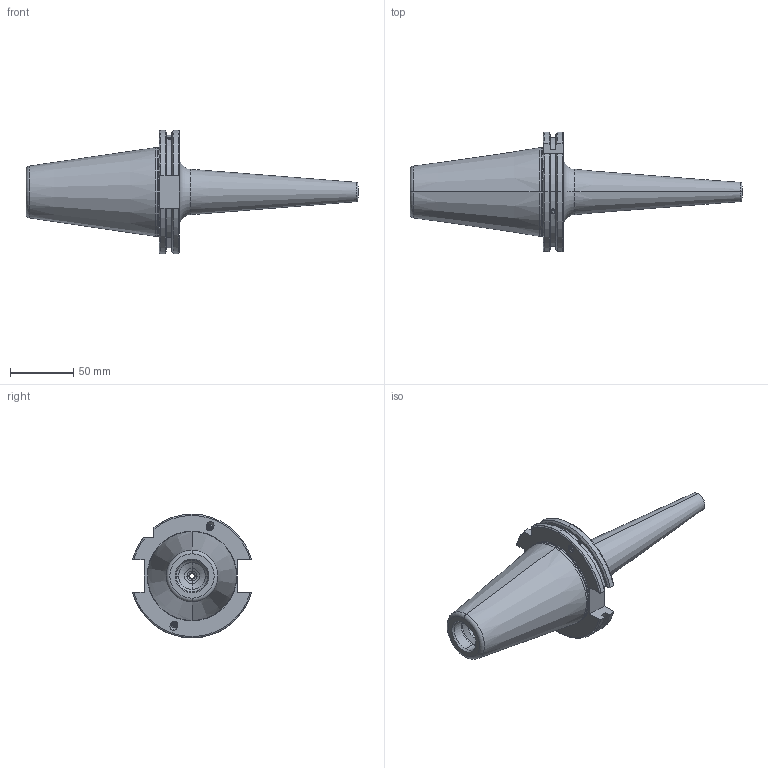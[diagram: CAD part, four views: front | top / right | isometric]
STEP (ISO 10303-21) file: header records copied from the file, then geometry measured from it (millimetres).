
FILE_DESCRIPTION (( 'STEP AP203' ), '1' );
FILE_NAME ('F1S509H-SFC05160.STEP', '2024-08-31T11:43:35', ( '' ), ( '' ), 'SwSTEP 2.0', 'SolidWorks 2024', '' );
FILE_SCHEMA (( 'CONFIG_CONTROL_DESIGN' ));
Length unit declared in the file: millimetre
Products named in the file (4): GS-M4X4-COATING_DIN 913 - M4 x 4-N; F1S509H-SFC05160; SK50SFC05160FWW; GS-M4X4_DIN 913 - M4 x 4-N
Assembly tree (5 placements, depth 2):
  F1S509H-SFC05160
    SK50SFC05160FWW
    GS-M4X4_DIN 913 - M4 x 4-N  x2
    GS-M4X4-COATING_DIN 913 - M4 x 4-N  x2
Bounding box: 261.75 x 94.05 x 97.5 mm (x, y, z)
Volume: 394376.9 mm3; surface area: 59601.4 mm2
Topology: 5 solids, 5 shells, 251 faces, 607 edges, 379 vertices
Faces by surface type: cone 98, cylinder 73, plane 62, torus 18
Entity records: 6368 total; most frequent: CARTESIAN_POINT 1513, DIRECTION 986, ORIENTED_EDGE 886, EDGE_CURVE 443, AXIS2_PLACEMENT_3D 396, VERTEX_POINT 277, CIRCLE 205, EDGE_LOOP 204
